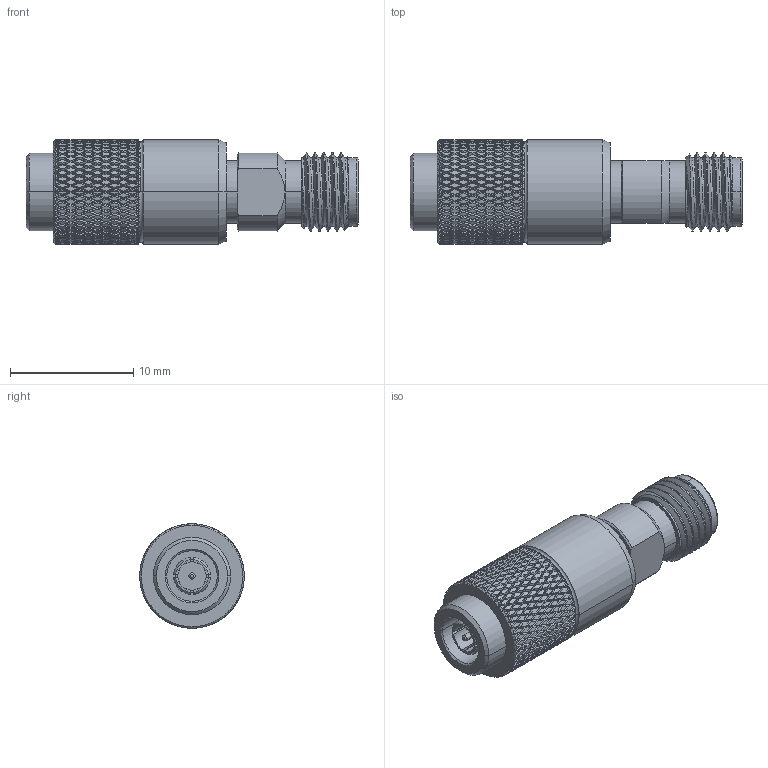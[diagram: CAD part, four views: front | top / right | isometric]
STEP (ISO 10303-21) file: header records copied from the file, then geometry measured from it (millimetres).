
FILE_DESCRIPTION (( 'STEP AP203' ), '1' );
FILE_NAME ('SM5537.step', '2018-08-15T17:56:04', ( '' ), ( '' ), 'SwSTEP 2.0', 'SolidWorks 2017', '' );
FILE_SCHEMA (( 'CONFIG_CONTROL_DESIGN' ));
Length unit declared in the file: inch
Products named in the file (1): SM5537
Bounding box: 26.92 x 8.47 x 8.47 mm (x, y, z)
Volume: 1024.7 mm3; surface area: 1053.4 mm2
Topology: 1 solids, 1 shells, 2703 faces, 5591 edges, 2900 vertices
Faces by surface type: bspline 2003, cylinder 591, cone 70, plane 30, torus 9
Entity records: 92304 total; most frequent: CARTESIAN_POINT 57974, ORIENTED_EDGE 11182, EDGE_CURVE 5591, VERTEX_POINT 2900, EDGE_LOOP 2713, ADVANCED_FACE 2703, FACE_OUTER_BOUND 2703, B_SPLINE_CURVE_WITH_KNOTS 2182
